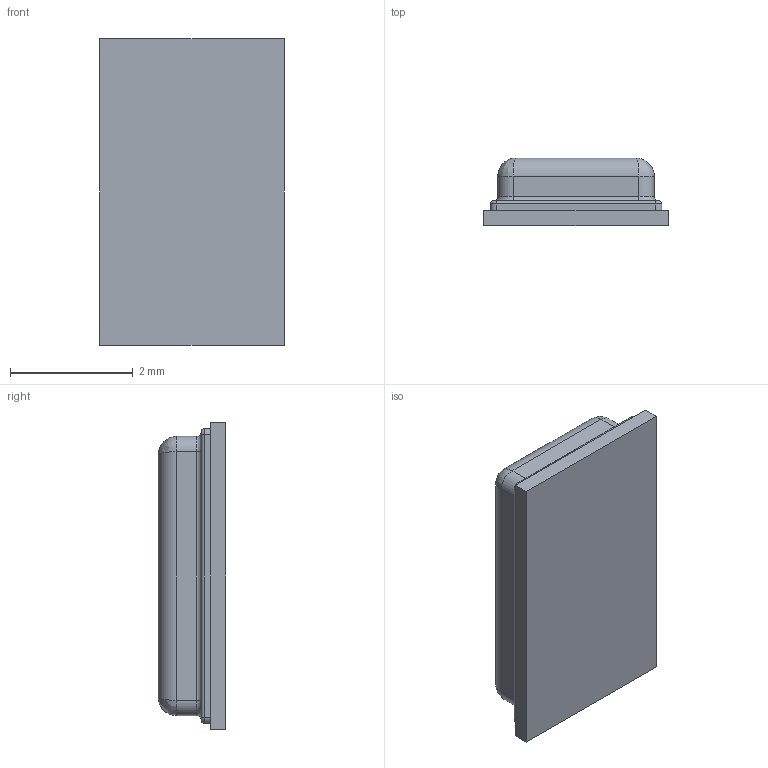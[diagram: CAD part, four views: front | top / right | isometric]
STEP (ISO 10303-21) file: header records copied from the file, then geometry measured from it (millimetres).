
FILE_DESCRIPTION (( 'STEP AP214' ), '1' );
FILE_NAME ('User Library-MPL3115A2.STEP', '2017-11-04T21:26:56', ( '' ), ( '' ), 'SwSTEP 2.0', 'SolidWorks 2017', '' );
FILE_SCHEMA (( 'AUTOMOTIVE_DESIGN' ));
Length unit declared in the file: millimetre
Products named in the file (1): User Library-MPL3115A2
Bounding box: 3 x 1.1 x 5 mm (x, y, z)
Volume: 13.5 mm3; surface area: 71 mm2
Topology: 2 solids, 2 shells, 72 faces, 247 edges, 197 vertices
Faces by surface type: plane 38, cylinder 22, torus 8, bspline 4
Entity records: 3629 total; most frequent: CARTESIAN_POINT 1135, ORIENTED_EDGE 486, DIRECTION 386, EDGE_CURVE 243, VERTEX_POINT 197, VECTOR 156, LINE 156, AXIS2_PLACEMENT_3D 115
